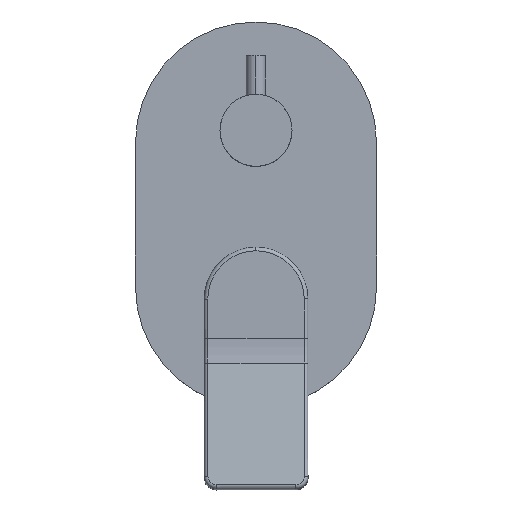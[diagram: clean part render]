
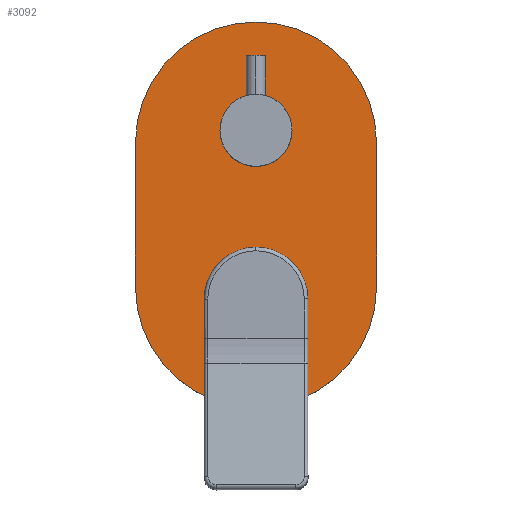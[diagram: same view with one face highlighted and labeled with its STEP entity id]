
A CAD part, top view. The second image highlights one B-rep face of the part: STEP entity #3092.
In plain terms, the highlighted planar face has unit normal (0, 0, 1).
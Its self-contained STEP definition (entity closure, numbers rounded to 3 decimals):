
#73 = CARTESIAN_POINT ( 'NONE',  ( 0., -35., 9. ) ) ;
#166 = AXIS2_PLACEMENT_3D ( 'NONE', #1811, #6174, #377 ) ;
#287 = ORIENTED_EDGE ( 'NONE', *, *, #5200, .T. ) ;
#377 = DIRECTION ( 'NONE',  ( 1., 0., 0. ) ) ;
#577 = DIRECTION ( 'NONE',  ( 1., 0., 0. ) ) ;
#586 = CARTESIAN_POINT ( 'NONE',  ( 0., 30., 9. ) ) ;
#760 = VERTEX_POINT ( 'NONE', #2306 ) ;
#784 = DIRECTION ( 'NONE',  ( -1., 0., 0. ) ) ;
#857 = CARTESIAN_POINT ( 'NONE',  ( 12.5, 35., 9. ) ) ;
#1137 = VERTEX_POINT ( 'NONE', #4981 ) ;
#1157 = CIRCLE ( 'NONE', #4003, 21.25 ) ;
#1184 = VERTEX_POINT ( 'NONE', #2589 ) ;
#1264 = CARTESIAN_POINT ( 'NONE',  ( 0., -30., 9. ) ) ;
#1412 = ORIENTED_EDGE ( 'NONE', *, *, #5060, .F. ) ;
#1481 = DIRECTION ( 'NONE',  ( 0., 1., 0. ) ) ;
#1490 = CARTESIAN_POINT ( 'NONE',  ( 0., 35., 9. ) ) ;
#1545 = AXIS2_PLACEMENT_3D ( 'NONE', #3234, #6177, #3726 ) ;
#1571 = CARTESIAN_POINT ( 'NONE',  ( -50., -30., 9. ) ) ;
#1584 = CIRCLE ( 'NONE', #6214, 50. ) ;
#1640 = VERTEX_POINT ( 'NONE', #5874 ) ;
#1811 = CARTESIAN_POINT ( 'NONE',  ( 0., 35., 9. ) ) ;
#1928 = EDGE_CURVE ( 'NONE', #1184, #2904, #4405, .T. ) ;
#2081 = EDGE_LOOP ( 'NONE', ( #3752, #5154 ) ) ;
#2105 = CIRCLE ( 'NONE', #2616, 12.5 ) ;
#2178 = CIRCLE ( 'NONE', #1545, 21.25 ) ;
#2306 = CARTESIAN_POINT ( 'NONE',  ( 50., 30., 9. ) ) ;
#2456 = EDGE_CURVE ( 'NONE', #1640, #4493, #2178, .T. ) ;
#2510 = LINE ( 'NONE', #3417, #4954 ) ;
#2589 = CARTESIAN_POINT ( 'NONE',  ( -50., 30., 9. ) ) ;
#2616 = AXIS2_PLACEMENT_3D ( 'NONE', #1490, #5911, #4918 ) ;
#2683 = EDGE_LOOP ( 'NONE', ( #5713, #1412 ) ) ;
#2740 = VERTEX_POINT ( 'NONE', #857 ) ;
#2749 = FACE_BOUND ( 'NONE', #2081, .T. ) ;
#2761 = DIRECTION ( 'NONE',  ( 1., 0., 0. ) ) ;
#2808 = AXIS2_PLACEMENT_3D ( 'NONE', #586, #5883, #3950 ) ;
#2904 = VERTEX_POINT ( 'NONE', #1571 ) ;
#3046 = CIRCLE ( 'NONE', #3893, 50. ) ;
#3092 = ADVANCED_FACE ( 'NONE', ( #4670, #2749, #6188 ), #3500, .T. ) ;
#3234 = CARTESIAN_POINT ( 'NONE',  ( 0., -35., 9. ) ) ;
#3246 = VECTOR ( 'NONE', #4757, 1000. ) ;
#3417 = CARTESIAN_POINT ( 'NONE',  ( 50., 30., 9. ) ) ;
#3492 = DIRECTION ( 'NONE',  ( 0., 0., 1. ) ) ;
#3500 = PLANE ( 'NONE',  #2808 ) ;
#3711 = ORIENTED_EDGE ( 'NONE', *, *, #4184, .T. ) ;
#3726 = DIRECTION ( 'NONE',  ( 1., 0., 0. ) ) ;
#3752 = ORIENTED_EDGE ( 'NONE', *, *, #2456, .F. ) ;
#3846 = EDGE_CURVE ( 'NONE', #4493, #1640, #1157, .T. ) ;
#3893 = AXIS2_PLACEMENT_3D ( 'NONE', #5728, #4706, #2761 ) ;
#3930 = CARTESIAN_POINT ( 'NONE',  ( -12.5, 35., 9. ) ) ;
#3950 = DIRECTION ( 'NONE',  ( 1., 0., 0. ) ) ;
#4003 = AXIS2_PLACEMENT_3D ( 'NONE', #73, #3492, #577 ) ;
#4131 = EDGE_LOOP ( 'NONE', ( #5671, #4829, #287, #3711 ) ) ;
#4140 = VERTEX_POINT ( 'NONE', #3930 ) ;
#4184 = EDGE_CURVE ( 'NONE', #1137, #760, #2510, .T. ) ;
#4405 = LINE ( 'NONE', #6134, #3246 ) ;
#4493 = VERTEX_POINT ( 'NONE', #5022 ) ;
#4670 = FACE_BOUND ( 'NONE', #2683, .T. ) ;
#4680 = EDGE_CURVE ( 'NONE', #760, #1184, #3046, .T. ) ;
#4681 = DIRECTION ( 'NONE',  ( 0., 0., 1. ) ) ;
#4706 = DIRECTION ( 'NONE',  ( 0., 0., 1. ) ) ;
#4742 = EDGE_CURVE ( 'NONE', #2740, #4140, #5942, .T. ) ;
#4757 = DIRECTION ( 'NONE',  ( 0., -1., 0. ) ) ;
#4829 = ORIENTED_EDGE ( 'NONE', *, *, #1928, .T. ) ;
#4918 = DIRECTION ( 'NONE',  ( 1., 0., 0. ) ) ;
#4954 = VECTOR ( 'NONE', #1481, 1000. ) ;
#4981 = CARTESIAN_POINT ( 'NONE',  ( 50., -30., 9. ) ) ;
#5022 = CARTESIAN_POINT ( 'NONE',  ( -21.25, -35., 9. ) ) ;
#5060 = EDGE_CURVE ( 'NONE', #4140, #2740, #2105, .T. ) ;
#5154 = ORIENTED_EDGE ( 'NONE', *, *, #3846, .F. ) ;
#5200 = EDGE_CURVE ( 'NONE', #2904, #1137, #1584, .T. ) ;
#5671 = ORIENTED_EDGE ( 'NONE', *, *, #4680, .T. ) ;
#5713 = ORIENTED_EDGE ( 'NONE', *, *, #4742, .F. ) ;
#5728 = CARTESIAN_POINT ( 'NONE',  ( 0., 30., 9. ) ) ;
#5874 = CARTESIAN_POINT ( 'NONE',  ( 21.25, -35., 9. ) ) ;
#5883 = DIRECTION ( 'NONE',  ( 0., 0., 1. ) ) ;
#5911 = DIRECTION ( 'NONE',  ( 0., 0., 1. ) ) ;
#5942 = CIRCLE ( 'NONE', #166, 12.5 ) ;
#6134 = CARTESIAN_POINT ( 'NONE',  ( -50., 30., 9. ) ) ;
#6174 = DIRECTION ( 'NONE',  ( 0., 0., 1. ) ) ;
#6177 = DIRECTION ( 'NONE',  ( 0., 0., 1. ) ) ;
#6188 = FACE_OUTER_BOUND ( 'NONE', #4131, .T. ) ;
#6214 = AXIS2_PLACEMENT_3D ( 'NONE', #1264, #4681, #784 ) ;
